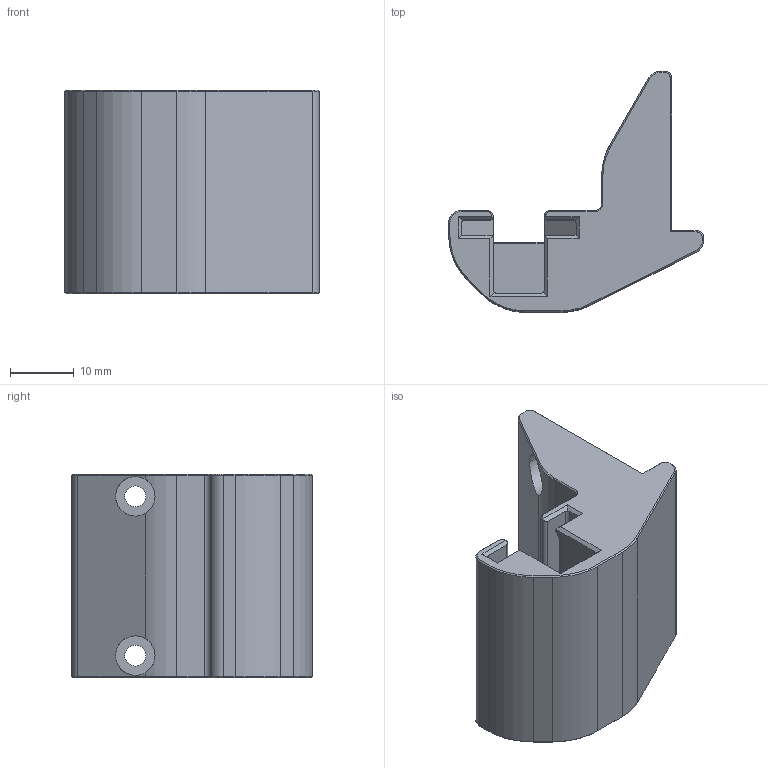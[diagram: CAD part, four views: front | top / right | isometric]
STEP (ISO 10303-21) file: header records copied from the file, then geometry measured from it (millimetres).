
FILE_DESCRIPTION (( 'STEP AP203' ), '1' );
FILE_NAME ('klicky礿蕞昶.STEP', '2025-01-04T06:11:42', ( 'Leo' ), ( '' ), 'SwSTEP 2.0', 'SolidWorks 2022', '' );
FILE_SCHEMA (( 'CONFIG_CONTROL_DESIGN' ));
Length unit declared in the file: millimetre
Products named in the file (1): klicky停靠坞
Bounding box: 40 x 37.8 x 32 mm (x, y, z)
Volume: 16982.8 mm3; surface area: 6985.9 mm2
Topology: 1 solids, 1 shells, 129 faces, 323 edges, 196 vertices
Faces by surface type: plane 70, cylinder 30, cone 29
Entity records: 3892 total; most frequent: CARTESIAN_POINT 787, ORIENTED_EDGE 646, DIRECTION 619, EDGE_CURVE 323, VECTOR 219, LINE 219, AXIS2_PLACEMENT_3D 200, VERTEX_POINT 196
